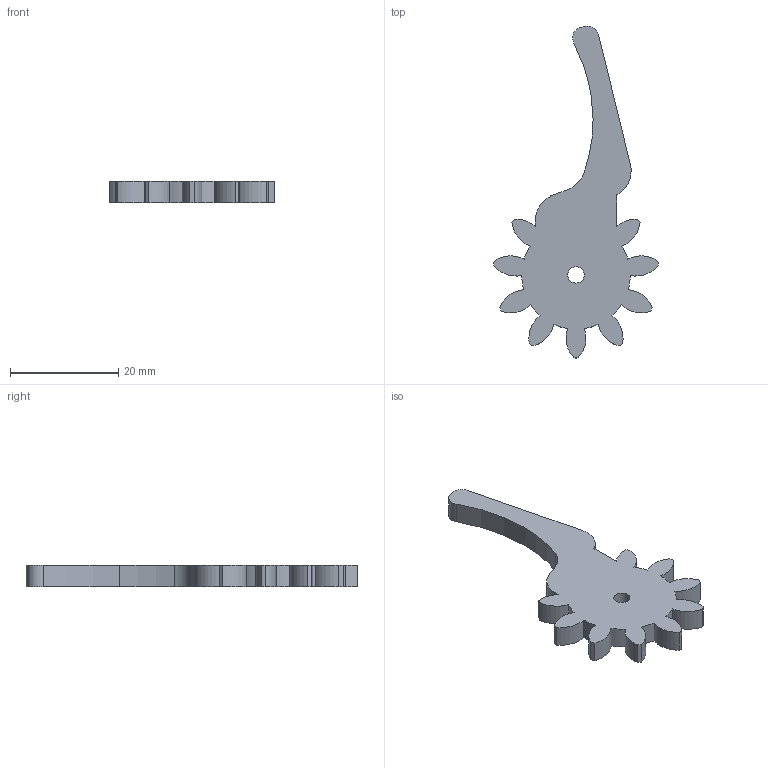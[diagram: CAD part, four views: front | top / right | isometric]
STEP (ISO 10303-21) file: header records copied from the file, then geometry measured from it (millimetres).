
FILE_DESCRIPTION (( 'STEP AP214' ), '1' );
FILE_NAME ('GripperRightGear.STEP', '2025-02-06T03:39:30', ( '' ), ( '' ), 'SwSTEP 2.0', 'SolidWorks 2022', '' );
FILE_SCHEMA (( 'AUTOMOTIVE_DESIGN' ));
Length unit declared in the file: millimetre
Products named in the file (1): GripperRightGear
Bounding box: 30.39 x 61.21 x 4 mm (x, y, z)
Volume: 2834.8 mm3; surface area: 2311 mm2
Topology: 1 solids, 1 shells, 56 faces, 162 edges, 108 vertices
Faces by surface type: cylinder 49, plane 7
Entity records: 1942 total; most frequent: DIRECTION 374, CARTESIAN_POINT 327, ORIENTED_EDGE 324, EDGE_CURVE 162, AXIS2_PLACEMENT_3D 155, VERTEX_POINT 108, CIRCLE 98, LINE 64
